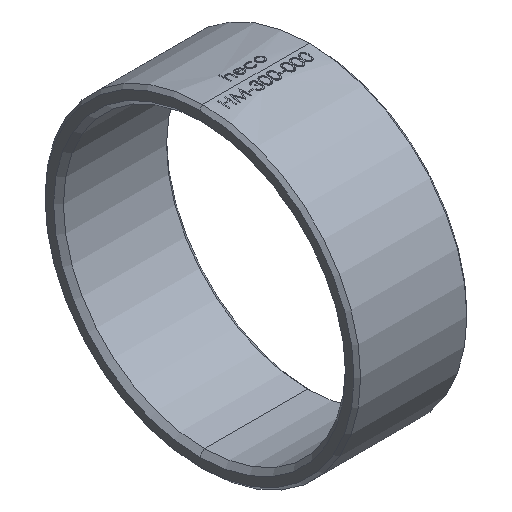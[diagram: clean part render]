
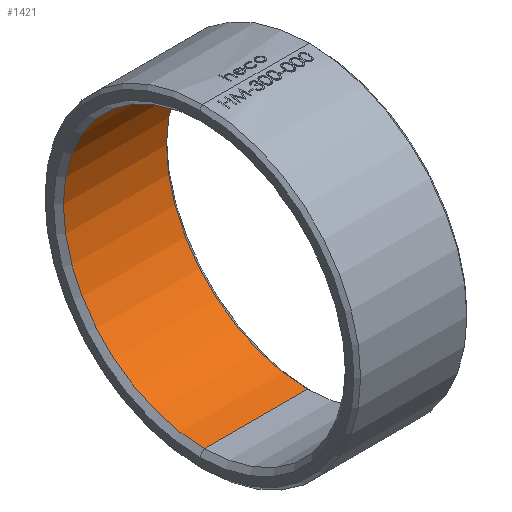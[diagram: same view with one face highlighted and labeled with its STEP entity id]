
A CAD part, isometric view. The second image highlights one B-rep face of the part: STEP entity #1421.
In plain terms, the highlighted cylindrical face has radius 42.465 mm (diameter 84.93 mm), a partial arc.
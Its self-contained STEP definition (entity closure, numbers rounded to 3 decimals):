
#218 = CARTESIAN_POINT ( 'NONE',  ( 32.52, 0., 42.465 ) ) ;
#1328 = VERTEX_POINT ( 'NONE', #15218 ) ;
#1421 = ADVANCED_FACE ( 'NONE', ( #13761 ), #12904, .F. ) ;
#1480 = CARTESIAN_POINT ( 'NONE',  ( 1.48, 0., -42.465 ) ) ;
#2221 = EDGE_CURVE ( 'NONE', #16619, #19561, #23825, .T. ) ;
#4168 = CARTESIAN_POINT ( 'NONE',  ( 34.001, 0., 0. ) ) ;
#5130 = ORIENTED_EDGE ( 'NONE', *, *, #17107, .T. ) ;
#6173 = ORIENTED_EDGE ( 'NONE', *, *, #2221, .T. ) ;
#7740 = DIRECTION ( 'NONE',  ( 0., 0., 1. ) ) ;
#8030 = CIRCLE ( 'NONE', #9254, 42.465 ) ;
#8951 = CARTESIAN_POINT ( 'NONE',  ( 1.48, 0., 42.465 ) ) ;
#9254 = AXIS2_PLACEMENT_3D ( 'NONE', #21501, #11879, #13787 ) ;
#9306 = AXIS2_PLACEMENT_3D ( 'NONE', #23035, #21309, #9948 ) ;
#9948 = DIRECTION ( 'NONE',  ( 0., 0., -1. ) ) ;
#10434 = DIRECTION ( 'NONE',  ( -1., 0., 0. ) ) ;
#10604 = VERTEX_POINT ( 'NONE', #218 ) ;
#11348 = ORIENTED_EDGE ( 'NONE', *, *, #14234, .T. ) ;
#11879 = DIRECTION ( 'NONE',  ( 1., 0., 0. ) ) ;
#12320 = AXIS2_PLACEMENT_3D ( 'NONE', #4168, #19165, #7740 ) ;
#12904 = CYLINDRICAL_SURFACE ( 'NONE', #12320, 42.465 ) ;
#13596 = CARTESIAN_POINT ( 'NONE',  ( 34.001, 0., -42.465 ) ) ;
#13761 = FACE_OUTER_BOUND ( 'NONE', #17503, .T. ) ;
#13787 = DIRECTION ( 'NONE',  ( 0., 0., -1. ) ) ;
#14234 = EDGE_CURVE ( 'NONE', #1328, #10604, #8030, .T. ) ;
#14946 = ORIENTED_EDGE ( 'NONE', *, *, #22724, .F. ) ;
#15218 = CARTESIAN_POINT ( 'NONE',  ( 32.52, 0., -42.465 ) ) ;
#15487 = DIRECTION ( 'NONE',  ( -1., 0., 0. ) ) ;
#15816 = CARTESIAN_POINT ( 'NONE',  ( 34.001, 0., 42.465 ) ) ;
#15858 = VECTOR ( 'NONE', #15487, 1000. ) ;
#16619 = VERTEX_POINT ( 'NONE', #8951 ) ;
#17107 = EDGE_CURVE ( 'NONE', #10604, #16619, #22173, .T. ) ;
#17121 = VECTOR ( 'NONE', #10434, 1000. ) ;
#17503 = EDGE_LOOP ( 'NONE', ( #14946, #11348, #5130, #6173 ) ) ;
#19165 = DIRECTION ( 'NONE',  ( -1., 0., 0. ) ) ;
#19561 = VERTEX_POINT ( 'NONE', #1480 ) ;
#20891 = LINE ( 'NONE', #13596, #15858 ) ;
#21309 = DIRECTION ( 'NONE',  ( -1., 0., 0. ) ) ;
#21501 = CARTESIAN_POINT ( 'NONE',  ( 32.52, 0., 0. ) ) ;
#22173 = LINE ( 'NONE', #15816, #17121 ) ;
#22724 = EDGE_CURVE ( 'NONE', #1328, #19561, #20891, .T. ) ;
#23035 = CARTESIAN_POINT ( 'NONE',  ( 1.48, 0., 0. ) ) ;
#23825 = CIRCLE ( 'NONE', #9306, 42.465 ) ;
